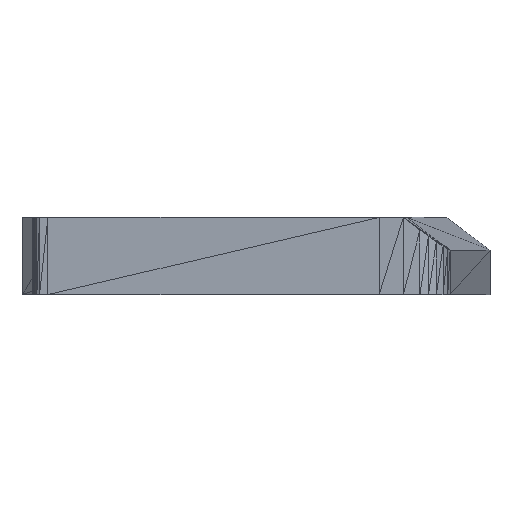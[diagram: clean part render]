
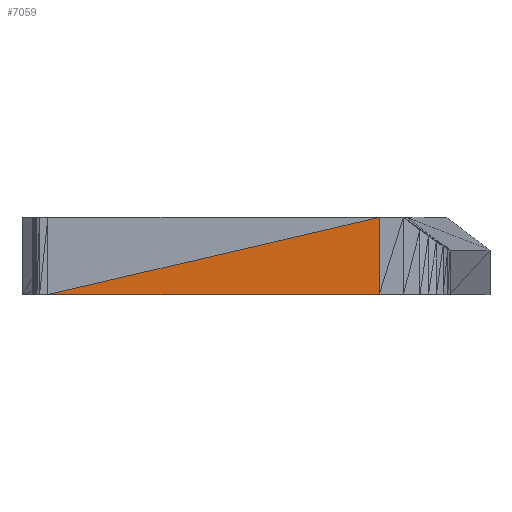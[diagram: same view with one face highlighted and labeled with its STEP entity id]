
A CAD part, left-side view. The second image highlights one B-rep face of the part: STEP entity #7059.
In plain terms, the highlighted planar face has unit normal (-0.997, 0.072, 0).
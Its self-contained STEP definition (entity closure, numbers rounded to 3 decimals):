
#157 = VERTEX_POINT('',#158);
#158 = CARTESIAN_POINT('',(-124.439,-22.675,
    -6.589));
#186 = EDGE_CURVE('',#187,#157,#189,.T.);
#187 = VERTEX_POINT('',#188);
#188 = CARTESIAN_POINT('',(-124.439,-22.675,7.5));
#189 = LINE('',#190,#191);
#190 = CARTESIAN_POINT('',(-124.439,-22.675,7.5));
#191 = VECTOR('',#192,1.);
#192 = DIRECTION('',(0.,0.,-1.));
#6139 = VERTEX_POINT('',#6140);
#6140 = CARTESIAN_POINT('',(-120.105,37.705,
    -6.589));
#6559 = EDGE_CURVE('',#157,#6139,#6560,.T.);
#6560 = LINE('',#6561,#6562);
#6561 = CARTESIAN_POINT('',(-124.439,-22.675,
    -6.589));
#6562 = VECTOR('',#6563,1.);
#6563 = DIRECTION('',(0.072,0.997,0.));
#7059 = ADVANCED_FACE('',(#7060),#7070,.T.);
#7060 = FACE_BOUND('',#7061,.T.);
#7061 = EDGE_LOOP('',(#7062,#7068,#7069));
#7062 = ORIENTED_EDGE('',*,*,#7063,.T.);
#7063 = EDGE_CURVE('',#187,#6139,#7064,.T.);
#7064 = LINE('',#7065,#7066);
#7065 = CARTESIAN_POINT('',(-124.439,-22.675,7.5));
#7066 = VECTOR('',#7067,1.);
#7067 = DIRECTION('',(0.07,0.971,-0.227)
  );
#7068 = ORIENTED_EDGE('',*,*,#6559,.F.);
#7069 = ORIENTED_EDGE('',*,*,#186,.F.);
#7070 = PLANE('',#7071);
#7071 = AXIS2_PLACEMENT_3D('',#7072,#7073,#7074);
#7072 = CARTESIAN_POINT('',(-122.496,4.405,
    -2.662));
#7073 = DIRECTION('',(-0.997,0.072,
    0.));
#7074 = DIRECTION('',(-0.072,-0.997,
    0.));
